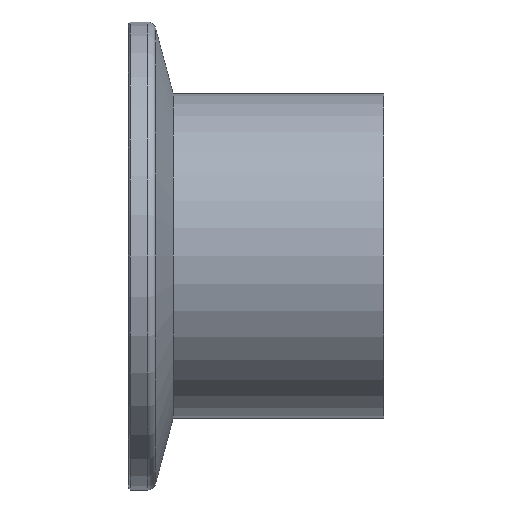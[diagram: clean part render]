
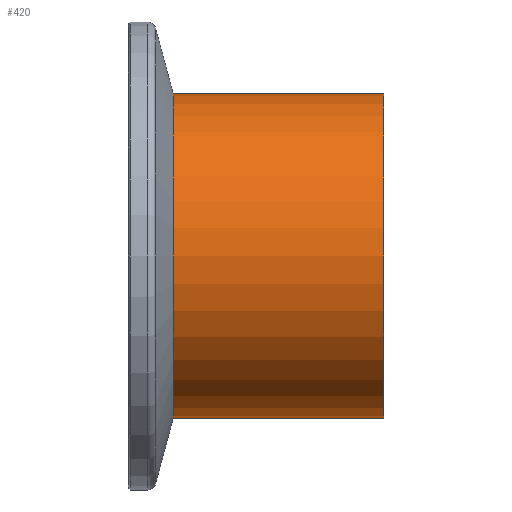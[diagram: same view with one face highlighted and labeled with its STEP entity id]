
A CAD part, left-side view. The second image highlights one B-rep face of the part: STEP entity #420.
In plain terms, the highlighted cylindrical face has radius 19.05 mm (diameter 38.1 mm), a partial arc.
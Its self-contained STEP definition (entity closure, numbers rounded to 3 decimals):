
#21 = DIRECTION ( 'NONE',  ( 0., 1., 0. ) ) ;
#27 = DIRECTION ( 'NONE',  ( 0., 1., 0. ) ) ;
#34 = DIRECTION ( 'NONE',  ( 0., 1., 0. ) ) ;
#40 = CARTESIAN_POINT ( 'NONE',  ( 0., 24.736, 0. ) ) ;
#51 = VERTEX_POINT ( 'NONE', #331 ) ;
#54 = EDGE_CURVE ( 'NONE', #114, #202, #117, .T. ) ;
#60 = AXIS2_PLACEMENT_3D ( 'NONE', #142, #458, #236 ) ;
#71 = DIRECTION ( 'NONE',  ( 0., 1., 0. ) ) ;
#72 = ORIENTED_EDGE ( 'NONE', *, *, #428, .F. ) ;
#107 = CIRCLE ( 'NONE', #60, 19.05 ) ;
#114 = VERTEX_POINT ( 'NONE', #434 ) ;
#117 = CIRCLE ( 'NONE', #319, 19.05 ) ;
#135 = VECTOR ( 'NONE', #71, 1000. ) ;
#142 = CARTESIAN_POINT ( 'NONE',  ( 0., 0., 0. ) ) ;
#184 = CYLINDRICAL_SURFACE ( 'NONE', #310, 19.05 ) ;
#202 = VERTEX_POINT ( 'NONE', #315 ) ;
#229 = DIRECTION ( 'NONE',  ( 0., 0., 1. ) ) ;
#236 = DIRECTION ( 'NONE',  ( 0., 0., 1. ) ) ;
#247 = VERTEX_POINT ( 'NONE', #274 ) ;
#274 = CARTESIAN_POINT ( 'NONE',  ( 0., 0., 19.05 ) ) ;
#275 = LINE ( 'NONE', #404, #301 ) ;
#290 = LINE ( 'NONE', #451, #135 ) ;
#296 = EDGE_LOOP ( 'NONE', ( #72, #537, #341, #415 ) ) ;
#301 = VECTOR ( 'NONE', #27, 1000. ) ;
#310 = AXIS2_PLACEMENT_3D ( 'NONE', #360, #34, #229 ) ;
#315 = CARTESIAN_POINT ( 'NONE',  ( 0., 24.736, 19.05 ) ) ;
#318 = EDGE_CURVE ( 'NONE', #247, #202, #275, .T. ) ;
#319 = AXIS2_PLACEMENT_3D ( 'NONE', #40, #21, #504 ) ;
#325 = EDGE_CURVE ( 'NONE', #51, #247, #107, .T. ) ;
#331 = CARTESIAN_POINT ( 'NONE',  ( 0., 0., -19.05 ) ) ;
#341 = ORIENTED_EDGE ( 'NONE', *, *, #318, .T. ) ;
#360 = CARTESIAN_POINT ( 'NONE',  ( 0., 50.906, 0. ) ) ;
#404 = CARTESIAN_POINT ( 'NONE',  ( 0., 50.906, 19.05 ) ) ;
#415 = ORIENTED_EDGE ( 'NONE', *, *, #54, .F. ) ;
#420 = ADVANCED_FACE ( 'NONE', ( #455 ), #184, .T. ) ;
#428 = EDGE_CURVE ( 'NONE', #51, #114, #290, .T. ) ;
#434 = CARTESIAN_POINT ( 'NONE',  ( 0., 24.736, -19.05 ) ) ;
#451 = CARTESIAN_POINT ( 'NONE',  ( 0., 50.906, -19.05 ) ) ;
#455 = FACE_OUTER_BOUND ( 'NONE', #296, .T. ) ;
#458 = DIRECTION ( 'NONE',  ( 0., 1., 0. ) ) ;
#504 = DIRECTION ( 'NONE',  ( 0., 0., 1. ) ) ;
#537 = ORIENTED_EDGE ( 'NONE', *, *, #325, .T. ) ;
